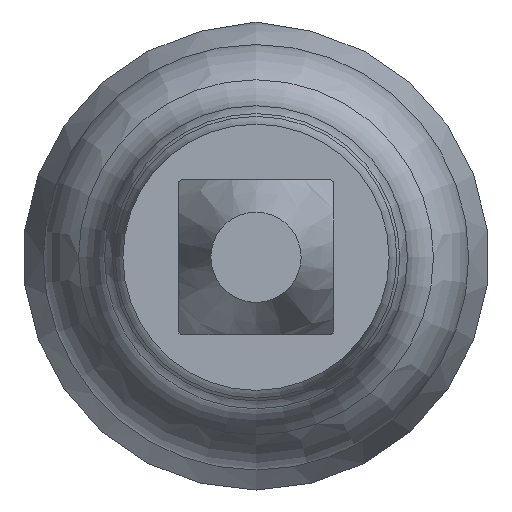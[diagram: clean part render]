
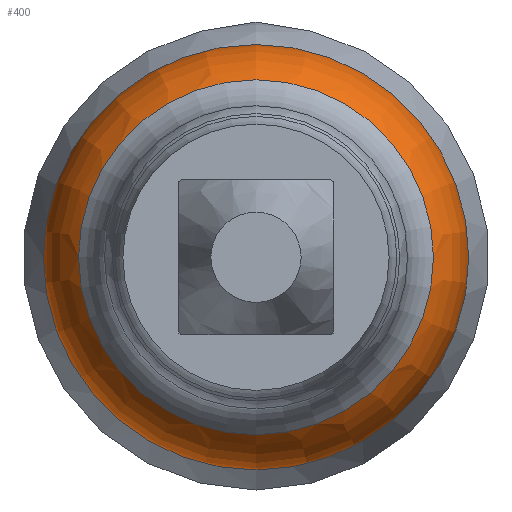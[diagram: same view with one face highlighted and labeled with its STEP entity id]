
A CAD part, left-side view. The second image highlights one B-rep face of the part: STEP entity #400.
In plain terms, the highlighted toroidal (fillet/blend) face has major radius 0.356 mm and minor radius 0.483 mm.
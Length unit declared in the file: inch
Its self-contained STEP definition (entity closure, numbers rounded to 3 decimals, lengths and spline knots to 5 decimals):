
#79 = FACE_OUTER_BOUND ( 'NONE', #574, .T. ) ;
#166 = TOROIDAL_SURFACE ( 'NONE', #681, 0.014, 0.019 ) ;
#188 = CARTESIAN_POINT ( 'NONE',  ( 0.10183, 0., 0. ) ) ;
#272 = DIRECTION ( 'NONE',  ( -1., 0., 0. ) ) ;
#291 = EDGE_CURVE ( 'NONE', #621, #621, #1121, .T. ) ;
#366 = AXIS2_PLACEMENT_3D ( 'NONE', #188, #1098, #939 ) ;
#400 = ADVANCED_FACE ( 'NONE', ( #79, #629 ), #166, .T. ) ;
#574 = EDGE_LOOP ( 'NONE', ( #1022 ) ) ;
#587 = CARTESIAN_POINT ( 'NONE',  ( 0.11517, 0., 0. ) ) ;
#621 = VERTEX_POINT ( 'NONE', #803 ) ;
#629 = FACE_OUTER_BOUND ( 'NONE', #1062, .T. ) ;
#681 = AXIS2_PLACEMENT_3D ( 'NONE', #587, #272, #936 ) ;
#799 = EDGE_CURVE ( 'NONE', #900, #900, #1070, .T. ) ;
#803 = CARTESIAN_POINT ( 'NONE',  ( 0.10183, 0., 0.02753 ) ) ;
#900 = VERTEX_POINT ( 'NONE', #979 ) ;
#928 = CARTESIAN_POINT ( 'NONE',  ( 0.11517, 0., 0. ) ) ;
#934 = ORIENTED_EDGE ( 'NONE', *, *, #799, .T. ) ;
#936 = DIRECTION ( 'NONE',  ( 0., 0., 1. ) ) ;
#939 = DIRECTION ( 'NONE',  ( 0., 0., 1. ) ) ;
#979 = CARTESIAN_POINT ( 'NONE',  ( 0.11517, 0., 0.033 ) ) ;
#997 = DIRECTION ( 'NONE',  ( -1., 0., 0. ) ) ;
#1022 = ORIENTED_EDGE ( 'NONE', *, *, #291, .F. ) ;
#1062 = EDGE_LOOP ( 'NONE', ( #934 ) ) ;
#1070 = CIRCLE ( 'NONE', #1133, 0.033 ) ;
#1098 = DIRECTION ( 'NONE',  ( -1., 0., 0. ) ) ;
#1121 = CIRCLE ( 'NONE', #366, 0.02753 ) ;
#1133 = AXIS2_PLACEMENT_3D ( 'NONE', #928, #997, #1175 ) ;
#1175 = DIRECTION ( 'NONE',  ( 0., 0., 1. ) ) ;
